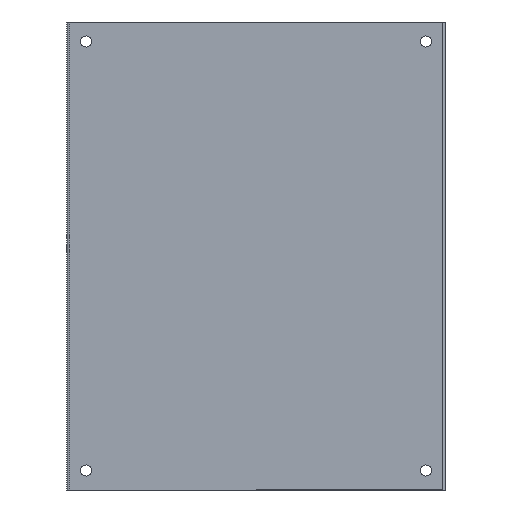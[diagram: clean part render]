
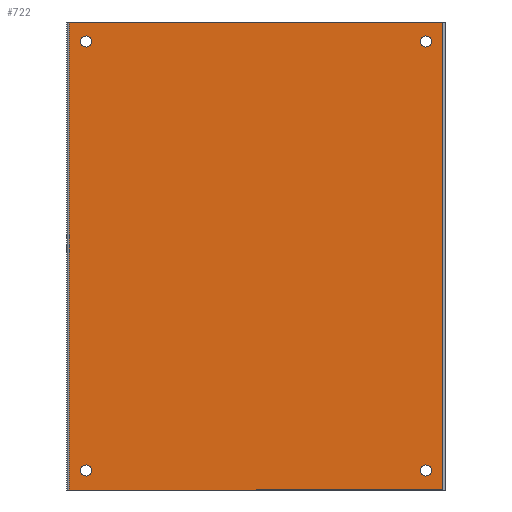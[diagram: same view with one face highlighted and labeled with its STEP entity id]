
A CAD part, front view. The second image highlights one B-rep face of the part: STEP entity #722.
In plain terms, the highlighted planar face has unit normal (0, -1, 0).
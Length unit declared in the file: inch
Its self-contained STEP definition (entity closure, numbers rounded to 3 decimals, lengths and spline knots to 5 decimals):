
#7 = DIRECTION ( 'NONE',  ( 0., 0., 1. ) ) ;
#30 = DIRECTION ( 'NONE',  ( 0., 1., 0. ) ) ;
#37 = EDGE_LOOP ( 'NONE', ( #658 ) ) ;
#38 = ORIENTED_EDGE ( 'NONE', *, *, #269, .F. ) ;
#42 = AXIS2_PLACEMENT_3D ( 'NONE', #305, #737, #374 ) ;
#55 = VECTOR ( 'NONE', #567, 39.37008 ) ;
#79 = CARTESIAN_POINT ( 'NONE',  ( -8.375, 0., 10.5 ) ) ;
#103 = DIRECTION ( 'NONE',  ( 0., 0., 1. ) ) ;
#112 = EDGE_LOOP ( 'NONE', ( #514 ) ) ;
#128 = CARTESIAN_POINT ( 'NONE',  ( -8.375, 0., -10.5 ) ) ;
#156 = AXIS2_PLACEMENT_3D ( 'NONE', #890, #606, #383 ) ;
#176 = FACE_OUTER_BOUND ( 'NONE', #664, .T. ) ;
#178 = CIRCLE ( 'NONE', #581, 0.25 ) ;
#182 = ORIENTED_EDGE ( 'NONE', *, *, #551, .T. ) ;
#214 = CARTESIAN_POINT ( 'NONE',  ( -8.5, 0., -10.5 ) ) ;
#226 = EDGE_CURVE ( 'NONE', #619, #839, #236, .T. ) ;
#236 = LINE ( 'NONE', #214, #774 ) ;
#243 = LINE ( 'NONE', #79, #418 ) ;
#251 = CARTESIAN_POINT ( 'NONE',  ( -7.625, 0., 9.875 ) ) ;
#256 = CARTESIAN_POINT ( 'NONE',  ( 7.625, 0., -9.375 ) ) ;
#269 = EDGE_CURVE ( 'NONE', #590, #619, #335, .T. ) ;
#296 = VERTEX_POINT ( 'NONE', #256 ) ;
#299 = EDGE_CURVE ( 'NONE', #585, #585, #608, .T. ) ;
#305 = CARTESIAN_POINT ( 'NONE',  ( 7.625, 0., 9.625 ) ) ;
#317 = DIRECTION ( 'NONE',  ( 0., 1., 0. ) ) ;
#328 = CIRCLE ( 'NONE', #156, 0.25 ) ;
#329 = EDGE_CURVE ( 'NONE', #905, #590, #943, .T. ) ;
#335 = LINE ( 'NONE', #862, #55 ) ;
#340 = AXIS2_PLACEMENT_3D ( 'NONE', #743, #529, #602 ) ;
#346 = EDGE_CURVE ( 'NONE', #839, #905, #243, .T. ) ;
#374 = DIRECTION ( 'NONE',  ( 0., 0., 1. ) ) ;
#383 = DIRECTION ( 'NONE',  ( 0., 0., 1. ) ) ;
#409 = CARTESIAN_POINT ( 'NONE',  ( 8.375, 0., 10.5 ) ) ;
#412 = CARTESIAN_POINT ( 'NONE',  ( -8.375, 0., 10.5 ) ) ;
#418 = VECTOR ( 'NONE', #7, 39.37008 ) ;
#441 = EDGE_CURVE ( 'NONE', #670, #670, #489, .T. ) ;
#442 = CARTESIAN_POINT ( 'NONE',  ( 8.5, 0., 10.5 ) ) ;
#462 = CARTESIAN_POINT ( 'NONE',  ( 7.625, 0., 9.875 ) ) ;
#472 = DIRECTION ( 'NONE',  ( 0., 0., 1. ) ) ;
#485 = CARTESIAN_POINT ( 'NONE',  ( 8.375, 0., -10.5 ) ) ;
#489 = CIRCLE ( 'NONE', #340, 0.25 ) ;
#504 = EDGE_CURVE ( 'NONE', #651, #651, #328, .T. ) ;
#506 = DIRECTION ( 'NONE',  ( -1., 0., 0. ) ) ;
#514 = ORIENTED_EDGE ( 'NONE', *, *, #299, .T. ) ;
#526 = CARTESIAN_POINT ( 'NONE',  ( 7.625, 0., -9.625 ) ) ;
#529 = DIRECTION ( 'NONE',  ( 0., 1., 0. ) ) ;
#543 = AXIS2_PLACEMENT_3D ( 'NONE', #828, #317, #472 ) ;
#551 = EDGE_CURVE ( 'NONE', #296, #296, #178, .T. ) ;
#567 = DIRECTION ( 'NONE',  ( 0., 0., -1. ) ) ;
#581 = AXIS2_PLACEMENT_3D ( 'NONE', #526, #30, #103 ) ;
#585 = VERTEX_POINT ( 'NONE', #462 ) ;
#590 = VERTEX_POINT ( 'NONE', #409 ) ;
#596 = FACE_BOUND ( 'NONE', #928, .T. ) ;
#601 = ORIENTED_EDGE ( 'NONE', *, *, #226, .F. ) ;
#602 = DIRECTION ( 'NONE',  ( 0., 0., 1. ) ) ;
#606 = DIRECTION ( 'NONE',  ( 0., 1., 0. ) ) ;
#607 = CARTESIAN_POINT ( 'NONE',  ( -7.625, 0., -9.375 ) ) ;
#608 = CIRCLE ( 'NONE', #42, 0.25 ) ;
#619 = VERTEX_POINT ( 'NONE', #485 ) ;
#629 = EDGE_LOOP ( 'NONE', ( #708 ) ) ;
#651 = VERTEX_POINT ( 'NONE', #251 ) ;
#658 = ORIENTED_EDGE ( 'NONE', *, *, #504, .T. ) ;
#664 = EDGE_LOOP ( 'NONE', ( #759, #601, #38, #781 ) ) ;
#670 = VERTEX_POINT ( 'NONE', #607 ) ;
#708 = ORIENTED_EDGE ( 'NONE', *, *, #441, .T. ) ;
#717 = FACE_BOUND ( 'NONE', #629, .T. ) ;
#722 = ADVANCED_FACE ( 'NONE', ( #176, #769, #596, #717, #923 ), #763, .F. ) ;
#737 = DIRECTION ( 'NONE',  ( 0., 1., 0. ) ) ;
#743 = CARTESIAN_POINT ( 'NONE',  ( -7.625, 0., -9.625 ) ) ;
#759 = ORIENTED_EDGE ( 'NONE', *, *, #346, .F. ) ;
#763 = PLANE ( 'NONE',  #543 ) ;
#769 = FACE_BOUND ( 'NONE', #112, .T. ) ;
#774 = VECTOR ( 'NONE', #506, 39.37008 ) ;
#781 = ORIENTED_EDGE ( 'NONE', *, *, #329, .F. ) ;
#804 = VECTOR ( 'NONE', #808, 39.37008 ) ;
#808 = DIRECTION ( 'NONE',  ( 1., 0., 0. ) ) ;
#828 = CARTESIAN_POINT ( 'NONE',  ( -8.5, 0., 10.5 ) ) ;
#839 = VERTEX_POINT ( 'NONE', #128 ) ;
#862 = CARTESIAN_POINT ( 'NONE',  ( 8.375, 0., -10.5 ) ) ;
#890 = CARTESIAN_POINT ( 'NONE',  ( -7.625, 0., 9.625 ) ) ;
#905 = VERTEX_POINT ( 'NONE', #412 ) ;
#923 = FACE_BOUND ( 'NONE', #37, .T. ) ;
#928 = EDGE_LOOP ( 'NONE', ( #182 ) ) ;
#943 = LINE ( 'NONE', #442, #804 ) ;
